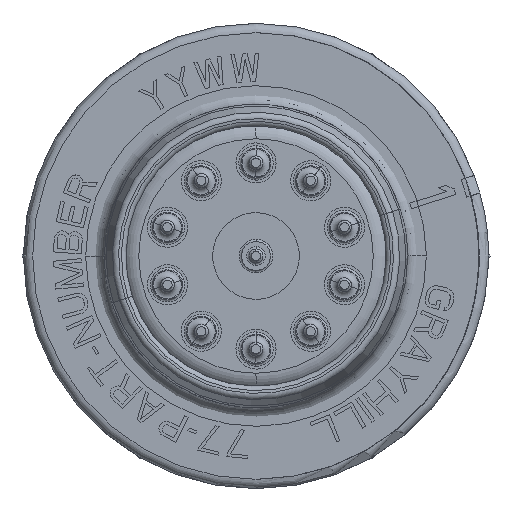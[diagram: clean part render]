
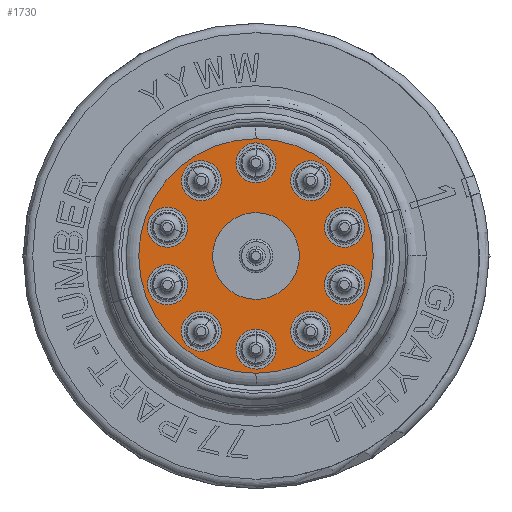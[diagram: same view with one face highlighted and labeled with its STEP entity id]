
A CAD part, front view. The second image highlights one B-rep face of the part: STEP entity #1730.
In plain terms, the highlighted planar face has unit normal (0, -1, 0).
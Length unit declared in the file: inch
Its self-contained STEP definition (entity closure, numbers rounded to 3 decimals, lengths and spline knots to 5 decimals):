
#1663=CARTESIAN_POINT('',(0.,-0.396,0.));
#1664=DIRECTION('',(0.,1.,0.));
#1665=DIRECTION('',(0.,0.,1.));
#1666=AXIS2_PLACEMENT_3D('',#1663,#1664,#1665);
#1668=CARTESIAN_POINT('',(0.,-0.396,0.));
#1669=DIRECTION('',(0.,1.,0.));
#1670=DIRECTION('',(0.,0.,-1.));
#1671=AXIS2_PLACEMENT_3D('',#1668,#1669,#1670);
#1678=CARTESIAN_POINT('',(0.,-0.396,0.));
#1679=DIRECTION('',(0.,-1.,0.));
#1680=DIRECTION('',(0.,0.,-1.));
#1681=AXIS2_PLACEMENT_3D('',#1678,#1679,#1680);
#1693=CARTESIAN_POINT('',(0.,-0.396,0.));
#1694=DIRECTION('',(0.,-1.,0.));
#1695=DIRECTION('',(0.,0.,1.));
#1696=AXIS2_PLACEMENT_3D('',#1693,#1694,#1695);
#1707=CARTESIAN_POINT('',(0.,-0.396,0.126));
#1708=CARTESIAN_POINT('',(0.00053,-0.396,-0.126));
#1709=VERTEX_POINT('',#1707);
#1710=VERTEX_POINT('',#1708);
#1711=CARTESIAN_POINT('',(0.,-0.396,-0.126));
#1712=VERTEX_POINT('',#1711);
#1713=CARTESIAN_POINT('',(-0.00053,-0.396,0.126));
#1714=VERTEX_POINT('',#1713);
#1715=CARTESIAN_POINT('',(0.,-0.396,0.));
#1716=DIRECTION('',(0.,-1.,0.));
#1717=DIRECTION('',(0.,0.,-1.));
#1718=AXIS2_PLACEMENT_3D('',#1715,#1716,#1717);
#1719=PLANE('',#1718);
#1721=ORIENTED_EDGE('',*,*,#1720,.T.);
#1723=ORIENTED_EDGE('',*,*,#1722,.F.);
#1725=ORIENTED_EDGE('',*,*,#1724,.T.);
#1727=ORIENTED_EDGE('',*,*,#1726,.F.);
#1728=EDGE_LOOP('',(#1721,#1723,#1725,#1727));
#1729=FACE_OUTER_BOUND('',#1728,.F.);
#1730=ADVANCED_FACE('',(#1729),#1719,.T.);
#1667=CIRCLE('',#1666,0.126);
#1672=CIRCLE('',#1671,0.126);
#1682=CIRCLE('',#1681,0.126);
#1697=CIRCLE('',#1696,0.126);
#1720=EDGE_CURVE('',#1709,#1710,#1667,.T.);
#1722=EDGE_CURVE('',#1712,#1710,#1682,.T.);
#1724=EDGE_CURVE('',#1712,#1714,#1672,.T.);
#1726=EDGE_CURVE('',#1709,#1714,#1697,.T.);
